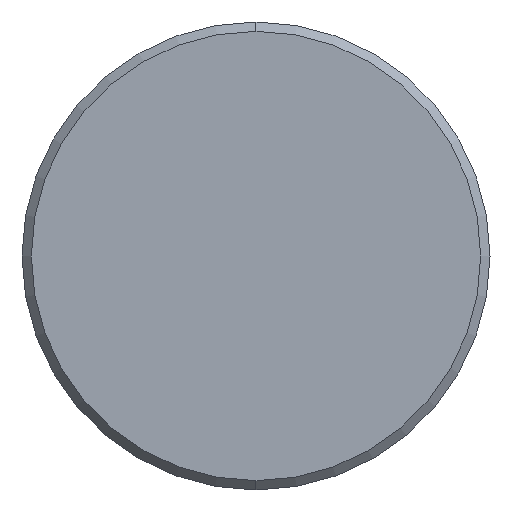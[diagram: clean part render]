
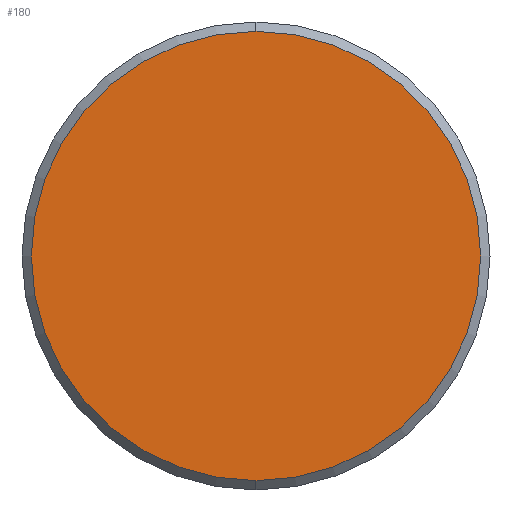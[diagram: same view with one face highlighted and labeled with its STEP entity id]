
A CAD part, left-side view. The second image highlights one B-rep face of the part: STEP entity #180.
In plain terms, the highlighted planar face has unit normal (-1, 0, 0).
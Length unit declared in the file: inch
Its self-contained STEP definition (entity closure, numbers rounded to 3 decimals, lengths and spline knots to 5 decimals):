
#3 = FACE_OUTER_BOUND ( 'NONE', #166, .T. ) ;
#16 = ORIENTED_EDGE ( 'NONE', *, *, #18, .T. ) ;
#18 = EDGE_CURVE ( 'NONE', #64, #20, #100, .T. ) ;
#20 = VERTEX_POINT ( 'NONE', #258 ) ;
#64 = VERTEX_POINT ( 'NONE', #263 ) ;
#66 = CARTESIAN_POINT ( 'NONE',  ( -18., 0., 0. ) ) ;
#69 = DIRECTION ( 'NONE',  ( 0., 0., -1. ) ) ;
#86 = PLANE ( 'NONE',  #118 ) ;
#97 = ORIENTED_EDGE ( 'NONE', *, *, #217, .T. ) ;
#100 = CIRCLE ( 'NONE', #271, 0.24 ) ;
#111 = CIRCLE ( 'NONE', #276, 0.24 ) ;
#118 = AXIS2_PLACEMENT_3D ( 'NONE', #218, #171, #69 ) ;
#155 = DIRECTION ( 'NONE',  ( 0., 0., -1. ) ) ;
#166 = EDGE_LOOP ( 'NONE', ( #16, #97 ) ) ;
#171 = DIRECTION ( 'NONE',  ( 1., 0., 0. ) ) ;
#175 = CARTESIAN_POINT ( 'NONE',  ( -18., 0., 0. ) ) ;
#180 = ADVANCED_FACE ( 'NONE', ( #3 ), #86, .F. ) ;
#216 = DIRECTION ( 'NONE',  ( -1., 0., 0. ) ) ;
#217 = EDGE_CURVE ( 'NONE', #20, #64, #111, .T. ) ;
#218 = CARTESIAN_POINT ( 'NONE',  ( -18., 0., 0. ) ) ;
#258 = CARTESIAN_POINT ( 'NONE',  ( -18., 0., 0.24 ) ) ;
#262 = DIRECTION ( 'NONE',  ( 0., 0., -1. ) ) ;
#263 = CARTESIAN_POINT ( 'NONE',  ( -18., 0., -0.24 ) ) ;
#268 = DIRECTION ( 'NONE',  ( -1., 0., 0. ) ) ;
#271 = AXIS2_PLACEMENT_3D ( 'NONE', #66, #216, #262 ) ;
#276 = AXIS2_PLACEMENT_3D ( 'NONE', #175, #268, #155 ) ;
